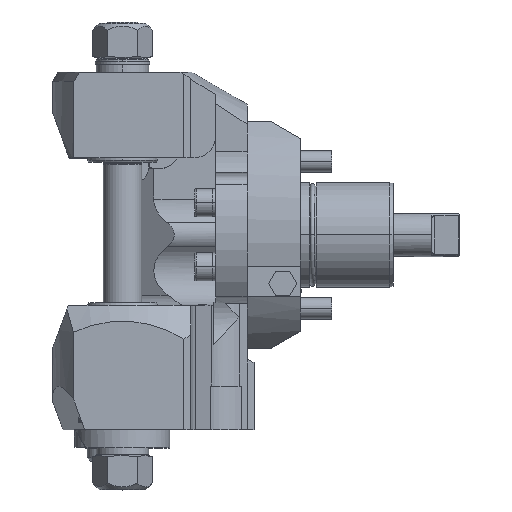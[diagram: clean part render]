
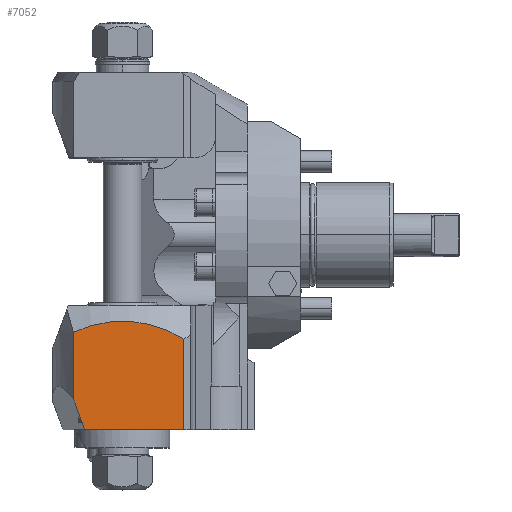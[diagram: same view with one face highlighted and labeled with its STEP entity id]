
A CAD part, top view. The second image highlights one B-rep face of the part: STEP entity #7052.
In plain terms, the highlighted planar face has unit normal (0, 0, 1).
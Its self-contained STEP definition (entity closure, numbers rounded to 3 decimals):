
#310=DIRECTION('',(0.,-1.,0.));
#311=VECTOR('',#310,38.165);
#312=CARTESIAN_POINT('',(-129.774,-55.84,109.));
#313=LINE('',#312,#311);
#339=DIRECTION('',(0.341,-0.94,0.));
#340=VECTOR('',#339,18.611);
#341=CARTESIAN_POINT('',(-129.774,-94.005,109.));
#342=LINE('',#341,#340);
#351=DIRECTION('',(0.,1.,0.));
#352=VECTOR('',#351,51.772);
#353=CARTESIAN_POINT('',(-66.774,-111.5,109.));
#354=LINE('',#353,#352);
#465=DIRECTION('',(-1.,0.,0.));
#466=VECTOR('',#465,56.652);
#467=CARTESIAN_POINT('',(-66.774,-111.5,109.));
#468=LINE('',#467,#466);
#1674=CARTESIAN_POINT('',(-66.774,-59.728,109.));
#1681=CARTESIAN_POINT('',(-101.774,-114.5,109.));
#1682=DIRECTION('',(0.,0.,1.));
#1683=DIRECTION('',(0.538,0.843,0.));
#1684=AXIS2_PLACEMENT_3D('',#1681,#1682,#1683);
#5749=VERTEX_POINT('',#1674);
#5812=CARTESIAN_POINT('',(-129.774,-55.84,109.));
#5813=VERTEX_POINT('',#5812);
#6017=CARTESIAN_POINT('',(-66.774,-111.5,109.));
#6018=VERTEX_POINT('',#6017);
#6031=CARTESIAN_POINT('',(-123.426,-111.5,109.));
#6033=VERTEX_POINT('',#6031);
#6035=CARTESIAN_POINT('',(-129.774,-94.005,109.));
#6036=VERTEX_POINT('',#6035);
#7036=CARTESIAN_POINT('',(-62.774,-87.,109.));
#7037=DIRECTION('',(0.,0.,1.));
#7038=DIRECTION('',(-1.,0.,0.));
#7039=AXIS2_PLACEMENT_3D('',#7036,#7037,#7038);
#7040=PLANE('',#7039);
#7042=ORIENTED_EDGE('',*,*,#7041,.F.);
#7044=ORIENTED_EDGE('',*,*,#7043,.T.);
#7046=ORIENTED_EDGE('',*,*,#7045,.F.);
#7047=ORIENTED_EDGE('',*,*,#7022,.F.);
#7049=ORIENTED_EDGE('',*,*,#7048,.F.);
#7050=EDGE_LOOP('',(#7042,#7044,#7046,#7047,#7049));
#7051=FACE_OUTER_BOUND('',#7050,.F.);
#7052=ADVANCED_FACE('',(#7051),#7040,.T.);
#1685=CIRCLE('',#1684,65.);
#7022=EDGE_CURVE('',#5813,#6036,#313,.T.);
#7041=EDGE_CURVE('',#6018,#5749,#354,.T.);
#7043=EDGE_CURVE('',#6018,#6033,#468,.T.);
#7045=EDGE_CURVE('',#6036,#6033,#342,.T.);
#7048=EDGE_CURVE('',#5749,#5813,#1685,.T.);
